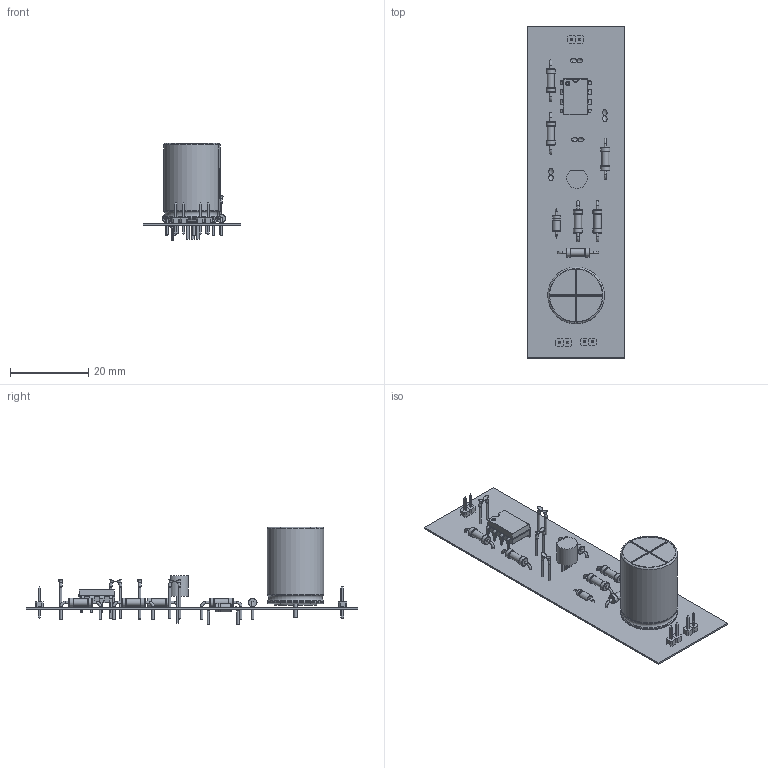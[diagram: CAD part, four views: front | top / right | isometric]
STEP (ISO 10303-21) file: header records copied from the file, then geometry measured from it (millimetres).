
FILE_DESCRIPTION(('Open CASCADE Model'),'2;1');
FILE_NAME('Open CASCADE Shape Model','2021-05-08T16:58:10',('Author'),( 'Open CASCADE'),'Open CASCADE STEP processor 6.8','Open CASCADE 6.8' ,'Unknown');
FILE_SCHEMA(('AUTOMOTIVE_DESIGN { 1 0 10303 214 1 1 1 1 }'));
Length unit declared in the file: millimetre
Products named in the file (28): PCB; Board; Open CASCADE STEP translator 6.8 1.1.1; R3; Resistor_?1-4_horizontal_0.25W_10pitch; P3; Pin_Header_Male_1x02_MPE-Garry_150-1-002-0-S-XS0-0835; Pin_Header_Male_1x32_MPE-Garry_150-1-001-0-S-XS0-0835; P2; U1; DIP8; R6; R5; R4; R2; R1; Q1; BC337; P1; D1; 1n4148; C5; 10pF_Ceramic_Disc_2; C4; cap_el_vertical_d14.5_h20_p7.5_w0.8; C3; C2; C1
Assembly tree (38 placements, depth 4):
  PCB
    Board
      Open CASCADE STEP translator 6.8 1.1.1
    R3
      Resistor_?1-4_horizontal_0.25W_10pitch
    P3
      Pin_Header_Male_1x02_MPE-Garry_150-1-002-0-S-XS0-0835
        Pin_Header_Male_1x32_MPE-Garry_150-1-001-0-S-XS0-0835  x2
    P2
      Pin_Header_Male_1x02_MPE-Garry_150-1-002-0-S-XS0-0835
        Pin_Header_Male_1x32_MPE-Garry_150-1-001-0-S-XS0-0835  x2
    U1
      DIP8
    R6
      Resistor_?1-4_horizontal_0.25W_10pitch
    R5
      Resistor_?1-4_horizontal_0.25W_10pitch
    R4
      Resistor_?1-4_horizontal_0.25W_10pitch
    R2
      Resistor_?1-4_horizontal_0.25W_10pitch
    R1
      Resistor_?1-4_horizontal_0.25W_10pitch
    Q1
      BC337
    P1
      Pin_Header_Male_1x02_MPE-Garry_150-1-002-0-S-XS0-0835
        Pin_Header_Male_1x32_MPE-Garry_150-1-001-0-S-XS0-0835  x2
    D1
      1n4148
    C5
      10pF_Ceramic_Disc_2
    C4
      cap_el_vertical_d14.5_h20_p7.5_w0.8
    C3
      10pF_Ceramic_Disc_2
    C2
      10pF_Ceramic_Disc_2
    C1
      10pF_Ceramic_Disc_2
Bounding box: 25 x 85 x 24.9 mm (x, y, z)
Volume: 4608.5 mm3; surface area: 6891.8 mm2
Topology: 26 solids, 26 shells, 1768 faces, 3908 edges, 2166 vertices
Faces by surface type: cylinder 703, plane 470, bspline 376, sphere 144, torus 62, revolution 8, cone 5
Full cylindrical faces by diameter (mm): 0.5 x8, 0.6 x24, 0.8 x2, 1.84 x6, 2.3 x12, 11.6 x1, 13.5 x1
Entity records: 35976 total; most frequent: CARTESIAN_POINT 12841, ORIENTED_EDGE 3556, DIRECTION 3499, EDGE_CURVE 1778, AXIS2_PLACEMENT_3D 1331, VERTEX_POINT 1006, FACE_BOUND 850, EDGE_LOOP 849
